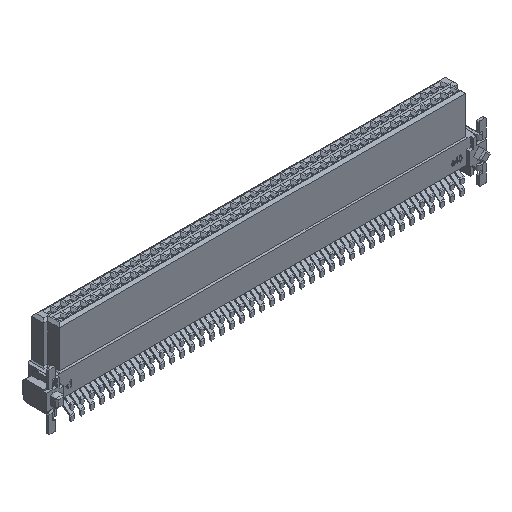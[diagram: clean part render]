
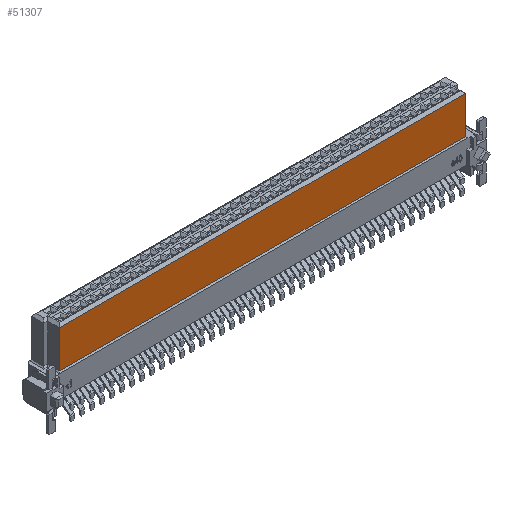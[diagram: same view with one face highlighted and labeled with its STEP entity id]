
A CAD part, isometric view. The second image highlights one B-rep face of the part: STEP entity #51307.
In plain terms, the highlighted planar face has unit normal (0, -1, 0).
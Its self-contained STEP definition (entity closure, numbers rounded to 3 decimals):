
#163=CARTESIAN_POINT('',(-25.775,-1.525,4.55));
#164=VERTEX_POINT('',#163);
#276=CARTESIAN_POINT('',(-25.775,-1.525,9.3));
#277=VERTEX_POINT('',#276);
#278=CARTESIAN_POINT('',(-25.775,-1.525,4.55));
#279=DIRECTION('',(0.,0.,1.));
#280=VECTOR('',#279,4.75);
#281=LINE('',#278,#280);
#282=EDGE_CURVE('',#164,#277,#281,.T.);
#44153=CARTESIAN_POINT('',(25.775,-1.525,4.55));
#44154=VERTEX_POINT('',#44153);
#44162=CARTESIAN_POINT('',(25.775,-1.525,4.55));
#44163=DIRECTION('',(-1.,0.,0.));
#44164=VECTOR('',#44163,51.55);
#44165=LINE('',#44162,#44164);
#44166=EDGE_CURVE('',#44154,#164,#44165,.T.);
#51284=CARTESIAN_POINT('',(0.,-1.525,6.925));
#51285=DIRECTION('',(1.,0.,0.));
#51286=DIRECTION('',(0.,-1.,0.));
#51287=AXIS2_PLACEMENT_3D('',#51284,#51286,#51285);
#51288=PLANE('',#51287);
#51289=CARTESIAN_POINT('',(25.775,-1.525,9.3));
#51290=VERTEX_POINT('',#51289);
#51291=CARTESIAN_POINT('',(25.775,-1.525,4.55));
#51292=DIRECTION('',(0.,0.,1.));
#51293=VECTOR('',#51292,4.75);
#51294=LINE('',#51291,#51293);
#51295=EDGE_CURVE('',#44154,#51290,#51294,.T.);
#51296=ORIENTED_EDGE('',*,*,#51295,.T.);
#51297=CARTESIAN_POINT('',(25.775,-1.525,9.3));
#51298=DIRECTION('',(-1.,0.,0.));
#51299=VECTOR('',#51298,51.55);
#51300=LINE('',#51297,#51299);
#51301=EDGE_CURVE('',#51290,#277,#51300,.T.);
#51302=ORIENTED_EDGE('',*,*,#51301,.T.);
#51303=ORIENTED_EDGE('',*,*,#282,.F.);
#51304=ORIENTED_EDGE('',*,*,#44166,.F.);
#51305=EDGE_LOOP('',(#51296,#51302,#51303,#51304));
#51306=FACE_OUTER_BOUND('',#51305,.T.);
#51307=ADVANCED_FACE('',(#51306),#51288,.T.);
